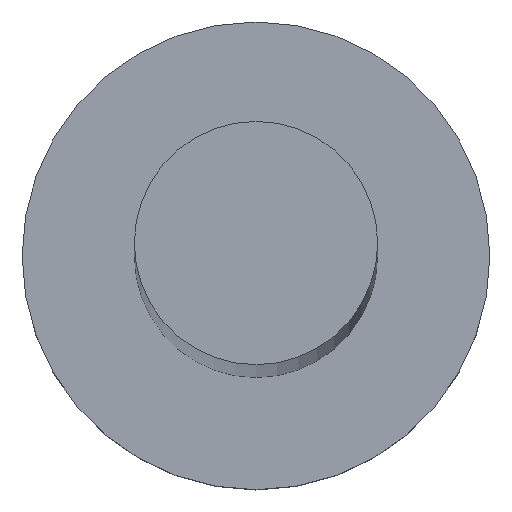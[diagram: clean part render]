
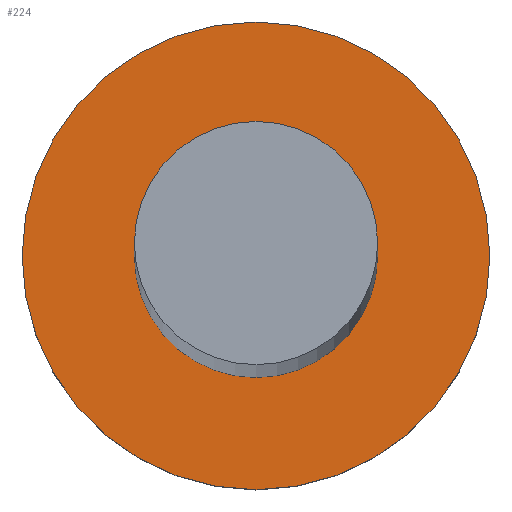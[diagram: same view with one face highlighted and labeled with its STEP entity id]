
A CAD part, top view. The second image highlights one B-rep face of the part: STEP entity #224.
In plain terms, the highlighted planar face has unit normal (0, 0, 1).
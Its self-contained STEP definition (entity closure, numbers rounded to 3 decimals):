
#6 = AXIS2_PLACEMENT_3D ( 'NONE', #194, #155, #132 ) ;
#12 = CARTESIAN_POINT ( 'NONE',  ( 0., 0., 3. ) ) ;
#17 = DIRECTION ( 'NONE',  ( 0., 0., 1. ) ) ;
#18 = DIRECTION ( 'NONE',  ( 0., 0., 1. ) ) ;
#30 = CIRCLE ( 'NONE', #164, 5. ) ;
#49 = CIRCLE ( 'NONE', #200, 2.6 ) ;
#54 = CARTESIAN_POINT ( 'NONE',  ( 0., 0., 3. ) ) ;
#60 = EDGE_CURVE ( 'NONE', #62, #229, #30, .T. ) ;
#62 = VERTEX_POINT ( 'NONE', #202 ) ;
#64 = VERTEX_POINT ( 'NONE', #72 ) ;
#68 = AXIS2_PLACEMENT_3D ( 'NONE', #12, #166, #243 ) ;
#70 = AXIS2_PLACEMENT_3D ( 'NONE', #115, #18, #94 ) ;
#72 = CARTESIAN_POINT ( 'NONE',  ( -2.6, 0., 3. ) ) ;
#84 = EDGE_CURVE ( 'NONE', #64, #242, #49, .T. ) ;
#86 = ORIENTED_EDGE ( 'NONE', *, *, #84, .F. ) ;
#93 = DIRECTION ( 'NONE',  ( 1., 0., 0. ) ) ;
#94 = DIRECTION ( 'NONE',  ( 1., 0., 0. ) ) ;
#104 = CIRCLE ( 'NONE', #68, 5. ) ;
#106 = ORIENTED_EDGE ( 'NONE', *, *, #227, .F. ) ;
#115 = CARTESIAN_POINT ( 'NONE',  ( 0., 0., 3. ) ) ;
#123 = CARTESIAN_POINT ( 'NONE',  ( 0., 0., 3. ) ) ;
#132 = DIRECTION ( 'NONE',  ( 1., 0., 0. ) ) ;
#151 = EDGE_CURVE ( 'NONE', #229, #62, #104, .T. ) ;
#155 = DIRECTION ( 'NONE',  ( 0., 0., 1. ) ) ;
#157 = FACE_OUTER_BOUND ( 'NONE', #246, .T. ) ;
#164 = AXIS2_PLACEMENT_3D ( 'NONE', #123, #195, #253 ) ;
#166 = DIRECTION ( 'NONE',  ( 0., 0., 1. ) ) ;
#172 = EDGE_LOOP ( 'NONE', ( #86, #106 ) ) ;
#174 = FACE_BOUND ( 'NONE', #172, .T. ) ;
#175 = CARTESIAN_POINT ( 'NONE',  ( -5., 0., 3. ) ) ;
#190 = CIRCLE ( 'NONE', #70, 2.6 ) ;
#194 = CARTESIAN_POINT ( 'NONE',  ( 0., 0., 3. ) ) ;
#195 = DIRECTION ( 'NONE',  ( 0., 0., 1. ) ) ;
#200 = AXIS2_PLACEMENT_3D ( 'NONE', #54, #17, #93 ) ;
#202 = CARTESIAN_POINT ( 'NONE',  ( 5., 0., 3. ) ) ;
#210 = ORIENTED_EDGE ( 'NONE', *, *, #151, .T. ) ;
#224 = ADVANCED_FACE ( 'NONE', ( #174, #157 ), #249, .T. ) ;
#227 = EDGE_CURVE ( 'NONE', #242, #64, #190, .T. ) ;
#229 = VERTEX_POINT ( 'NONE', #175 ) ;
#230 = ORIENTED_EDGE ( 'NONE', *, *, #60, .T. ) ;
#242 = VERTEX_POINT ( 'NONE', #252 ) ;
#243 = DIRECTION ( 'NONE',  ( 1., 0., 0. ) ) ;
#246 = EDGE_LOOP ( 'NONE', ( #210, #230 ) ) ;
#249 = PLANE ( 'NONE',  #6 ) ;
#252 = CARTESIAN_POINT ( 'NONE',  ( 2.6, 0., 3. ) ) ;
#253 = DIRECTION ( 'NONE',  ( 1., 0., 0. ) ) ;
